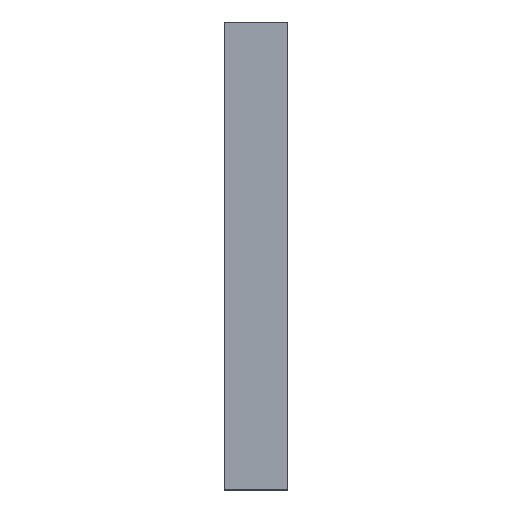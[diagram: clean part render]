
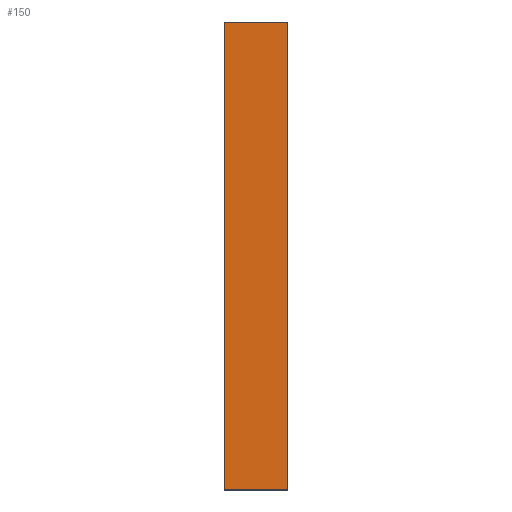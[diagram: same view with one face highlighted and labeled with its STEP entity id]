
A CAD part, top view. The second image highlights one B-rep face of the part: STEP entity #150.
In plain terms, the highlighted planar face has unit normal (0, 0, 1).
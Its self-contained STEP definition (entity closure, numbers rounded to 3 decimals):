
#19=DIRECTION('',(1.,0.,0.));
#20=VECTOR('',#19,45.);
#21=CARTESIAN_POINT('',(-22.5,0.,1.5));
#22=LINE('',#21,#20);
#39=DIRECTION('',(0.,1.,0.));
#40=VECTOR('',#39,330.);
#41=CARTESIAN_POINT('',(22.5,0.,1.5));
#42=LINE('',#41,#40);
#43=DIRECTION('',(0.,1.,0.));
#44=VECTOR('',#43,330.);
#45=CARTESIAN_POINT('',(-22.5,0.,1.5));
#46=LINE('',#45,#44);
#59=DIRECTION('',(1.,0.,0.));
#60=VECTOR('',#59,45.);
#61=CARTESIAN_POINT('',(-22.5,330.,1.5));
#62=LINE('',#61,#60);
#64=CARTESIAN_POINT('',(-22.5,0.,1.5));
#66=VERTEX_POINT('',#64);
#67=CARTESIAN_POINT('',(22.5,0.,1.5));
#68=VERTEX_POINT('',#67);
#72=CARTESIAN_POINT('',(-22.5,330.,1.5));
#74=VERTEX_POINT('',#72);
#75=CARTESIAN_POINT('',(22.5,330.,1.5));
#76=VERTEX_POINT('',#75);
#138=CARTESIAN_POINT('',(-22.5,0.,1.5));
#139=DIRECTION('',(0.,0.,1.));
#140=DIRECTION('',(1.,0.,0.));
#141=AXIS2_PLACEMENT_3D('',#138,#139,#140);
#142=PLANE('',#141);
#143=ORIENTED_EDGE('',*,*,#86,.F.);
#144=ORIENTED_EDGE('',*,*,#105,.T.);
#146=ORIENTED_EDGE('',*,*,#145,.T.);
#147=ORIENTED_EDGE('',*,*,#130,.F.);
#148=EDGE_LOOP('',(#143,#144,#146,#147));
#149=FACE_OUTER_BOUND('',#148,.F.);
#86=EDGE_CURVE('',#66,#68,#22,.T.);
#105=EDGE_CURVE('',#66,#74,#46,.T.);
#130=EDGE_CURVE('',#68,#76,#42,.T.);
#145=EDGE_CURVE('',#74,#76,#62,.T.);
#150=ADVANCED_FACE('',(#149),#142,.T.);
